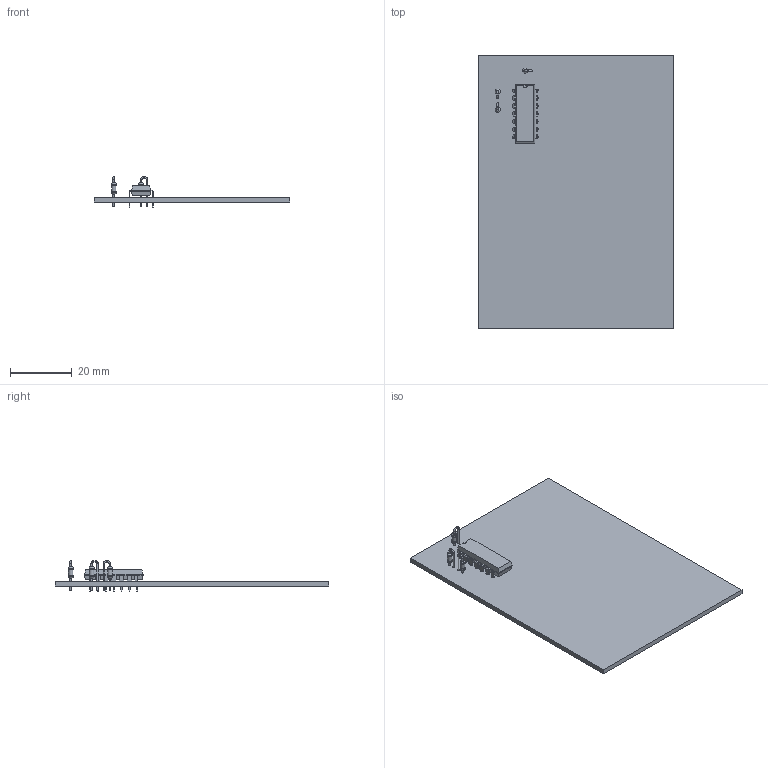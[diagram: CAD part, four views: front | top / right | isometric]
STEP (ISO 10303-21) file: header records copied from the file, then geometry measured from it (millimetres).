
FILE_DESCRIPTION(('KiCad electronic assembly'),'2;1');
FILE_NAME('GPSDO.step','2019-01-26T01:41:04',('An Author'),('A Company') ,'Open CASCADE STEP processor 6.9','KiCad to STEP converter','Unknown' );
FILE_SCHEMA(('AUTOMOTIVE_DESIGN { 1 0 10303 214 1 1 1 1 }'));
Length unit declared in the file: millimetre
Products named in the file (6): Open CASCADE STEP translator 6.9 1; DIP-14_W7.62mm; SOLID; R_Axial_DIN0204_L3.6mm_D1.6mm_P1.90mm_Vertical; COMPOUND
Assembly tree (7 placements, depth 3):
  Open CASCADE STEP translator 6.9 1
    DIP-14_W7.62mm
      SOLID
    R_Axial_DIN0204_L3.6mm_D1.6mm_P1.90mm_Vertical  x3
      SOLID
    COMPOUND
Bounding box: 63.5 x 88.9 x 9.9 mm (x, y, z)
Volume: 9431.8 mm3; surface area: 12530.7 mm2
Topology: 5 solids, 5 shells, 327 faces, 831 edges, 526 vertices
Faces by surface type: plane 219, cylinder 70, bspline 26, torus 12
Full cylindrical faces by diameter (mm): 0.5 x12, 0.7 x6, 0.8 x14, 1.44 x3, 1.6 x6
Entity records: 22051 total; most frequent: CARTESIAN_POINT 4440, DIRECTION 2875, LINE 2009, VECTOR 2009, ORIENTED_EDGE 1554, PCURVE 1554, DEFINITIONAL_REPRESENTATION 1554, EDGE_CURVE 777
